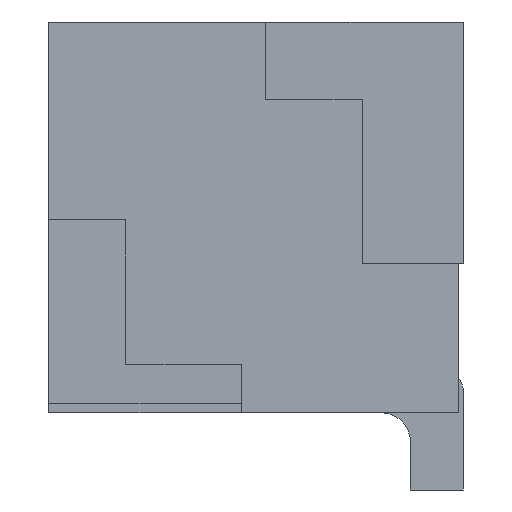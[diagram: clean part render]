
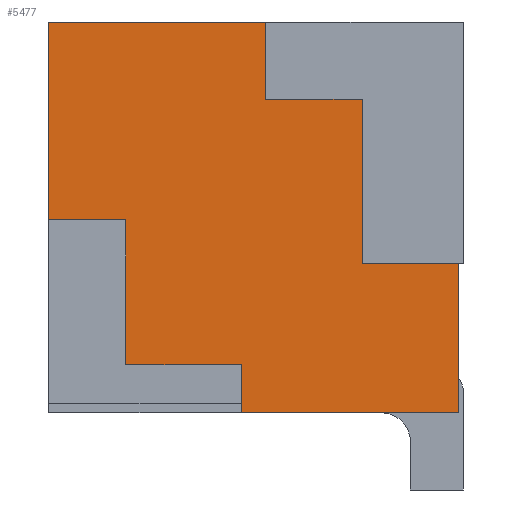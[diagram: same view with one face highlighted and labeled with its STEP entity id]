
A CAD part, left-side view. The second image highlights one B-rep face of the part: STEP entity #5477.
In plain terms, the highlighted planar face has unit normal (-1, 0, 0).
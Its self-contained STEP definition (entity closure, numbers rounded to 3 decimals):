
#189=PLANE('',#5798);
#464=FACE_OUTER_BOUND('',#742,.T.);
#742=EDGE_LOOP('',(#4617,#4618,#4619,#4620,#4621,#4622,#4623,#4624,#4625,
#4626,#4627,#4628));
#1330=LINE('',#8294,#2095);
#1370=LINE('',#8371,#2135);
#1373=LINE('',#8378,#2138);
#1374=LINE('',#8380,#2139);
#1375=LINE('',#8381,#2140);
#1376=LINE('',#8383,#2141);
#1377=LINE('',#8385,#2142);
#1378=LINE('',#8387,#2143);
#1379=LINE('',#8388,#2144);
#1380=LINE('',#8390,#2145);
#1381=LINE('',#8392,#2146);
#1382=LINE('',#8393,#2147);
#2095=VECTOR('',#6747,1000.);
#2135=VECTOR('',#6795,1000.);
#2138=VECTOR('',#6800,1000.);
#2139=VECTOR('',#6801,1000.);
#2140=VECTOR('',#6802,1000.);
#2141=VECTOR('',#6803,1000.);
#2142=VECTOR('',#6804,1000.);
#2143=VECTOR('',#6805,1000.);
#2144=VECTOR('',#6806,1000.);
#2145=VECTOR('',#6807,1000.);
#2146=VECTOR('',#6808,1000.);
#2147=VECTOR('',#6809,1000.);
#2777=VERTEX_POINT('',#8291);
#2778=VERTEX_POINT('',#8293);
#2810=VERTEX_POINT('',#8368);
#2811=VERTEX_POINT('',#8370);
#2813=VERTEX_POINT('',#8376);
#2814=VERTEX_POINT('',#8377);
#2815=VERTEX_POINT('',#8379);
#2816=VERTEX_POINT('',#8382);
#2817=VERTEX_POINT('',#8384);
#2818=VERTEX_POINT('',#8386);
#2819=VERTEX_POINT('',#8389);
#2820=VERTEX_POINT('',#8391);
#3430=EDGE_CURVE('',#2778,#2777,#1330,.T.);
#3470=EDGE_CURVE('',#2810,#2811,#1370,.T.);
#3473=EDGE_CURVE('',#2813,#2814,#1373,.T.);
#3474=EDGE_CURVE('',#2814,#2815,#1374,.T.);
#3475=EDGE_CURVE('',#2811,#2815,#1375,.T.);
#3476=EDGE_CURVE('',#2816,#2810,#1376,.T.);
#3477=EDGE_CURVE('',#2817,#2816,#1377,.T.);
#3478=EDGE_CURVE('',#2818,#2817,#1378,.T.);
#3479=EDGE_CURVE('',#2778,#2818,#1379,.T.);
#3480=EDGE_CURVE('',#2777,#2819,#1380,.T.);
#3481=EDGE_CURVE('',#2819,#2820,#1381,.T.);
#3482=EDGE_CURVE('',#2820,#2813,#1382,.T.);
#4617=ORIENTED_EDGE('',*,*,#3473,.T.);
#4618=ORIENTED_EDGE('',*,*,#3474,.T.);
#4619=ORIENTED_EDGE('',*,*,#3475,.F.);
#4620=ORIENTED_EDGE('',*,*,#3470,.F.);
#4621=ORIENTED_EDGE('',*,*,#3476,.F.);
#4622=ORIENTED_EDGE('',*,*,#3477,.F.);
#4623=ORIENTED_EDGE('',*,*,#3478,.F.);
#4624=ORIENTED_EDGE('',*,*,#3479,.F.);
#4625=ORIENTED_EDGE('',*,*,#3430,.T.);
#4626=ORIENTED_EDGE('',*,*,#3480,.T.);
#4627=ORIENTED_EDGE('',*,*,#3481,.T.);
#4628=ORIENTED_EDGE('',*,*,#3482,.T.);
#5477=ADVANCED_FACE('',(#464),#189,.F.);
#5798=AXIS2_PLACEMENT_3D('',#8375,#6798,#6799);
#6747=DIRECTION('',(0.,-1.,0.));
#6795=DIRECTION('',(0.,0.,1.));
#6798=DIRECTION('center_axis',(1.,0.,0.));
#6799=DIRECTION('ref_axis',(0.,1.,0.));
#6800=DIRECTION('',(0.,1.,0.));
#6801=DIRECTION('',(0.,0.,1.));
#6802=DIRECTION('',(0.,-1.,0.));
#6803=DIRECTION('',(0.,1.,0.));
#6804=DIRECTION('',(0.,0.,1.));
#6805=DIRECTION('',(0.,1.,0.));
#6806=DIRECTION('',(0.,0.,1.));
#6807=DIRECTION('',(0.,0.,1.));
#6808=DIRECTION('',(0.,1.,0.));
#6809=DIRECTION('',(0.,0.,1.));
#8291=CARTESIAN_POINT('',(-5.375,0.,-2.025));
#8293=CARTESIAN_POINT('',(-5.375,2.25,-2.025));
#8294=CARTESIAN_POINT('',(-5.375,4.25,-2.025));
#8368=CARTESIAN_POINT('',(-5.375,4.25,-0.025));
#8370=CARTESIAN_POINT('',(-5.375,4.25,2.025));
#8371=CARTESIAN_POINT('',(-5.375,4.25,2.025));
#8375=CARTESIAN_POINT('Origin',(-5.375,4.25,2.025));
#8376=CARTESIAN_POINT('',(-5.375,1.,1.225));
#8377=CARTESIAN_POINT('',(-5.375,2.,1.225));
#8378=CARTESIAN_POINT('',(-5.375,2.,1.225));
#8379=CARTESIAN_POINT('',(-5.375,2.,2.025));
#8380=CARTESIAN_POINT('',(-5.375,2.,2.025));
#8381=CARTESIAN_POINT('',(-5.375,4.25,2.025));
#8382=CARTESIAN_POINT('',(-5.375,3.45,-0.025));
#8383=CARTESIAN_POINT('',(-5.375,3.45,-0.025));
#8384=CARTESIAN_POINT('',(-5.375,3.45,-1.525));
#8385=CARTESIAN_POINT('',(-5.375,3.45,-1.525));
#8386=CARTESIAN_POINT('',(-5.375,2.25,-1.525));
#8387=CARTESIAN_POINT('',(-5.375,2.25,-1.525));
#8388=CARTESIAN_POINT('',(-5.375,2.25,-2.025));
#8389=CARTESIAN_POINT('',(-5.375,0.,-0.475));
#8390=CARTESIAN_POINT('',(-5.375,0.,2.025));
#8391=CARTESIAN_POINT('',(-5.375,1.,-0.475));
#8392=CARTESIAN_POINT('',(-5.375,1.,-0.475));
#8393=CARTESIAN_POINT('',(-5.375,1.,1.225));
